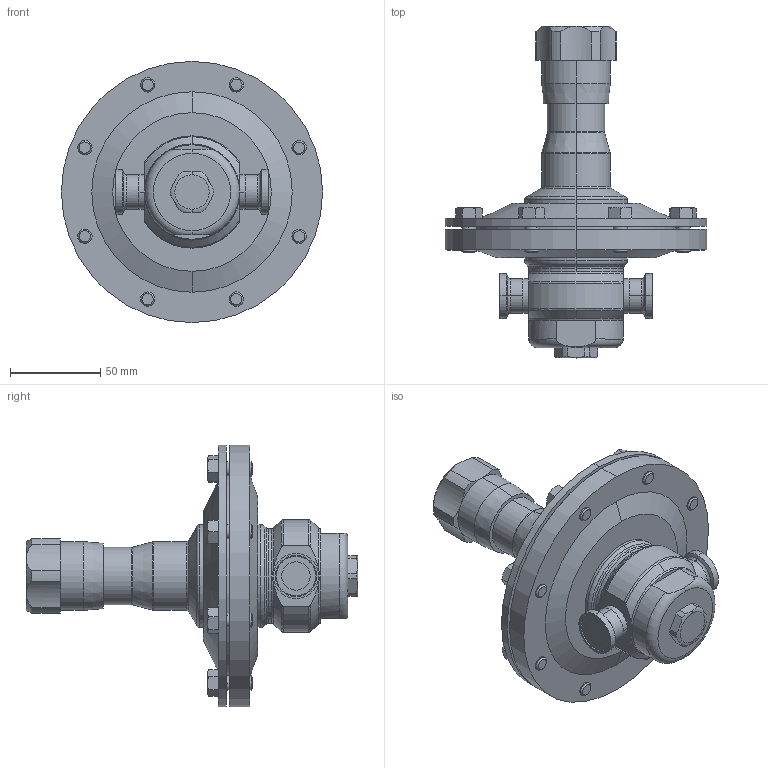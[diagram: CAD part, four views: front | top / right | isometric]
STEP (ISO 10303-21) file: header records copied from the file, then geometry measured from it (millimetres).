
FILE_DESCRIPTION (( 'STEP AP203' ), '1' );
FILE_NAME ('JSRLP-075-CA.STEP', '2017-06-28T17:49:36', ( '' ), ( '' ), 'SwSTEP 2.0', 'SolidWorks 2014', '' );
FILE_SCHEMA (( 'CONFIG_CONTROL_DESIGN' ));
Length unit declared in the file: inch
Products named in the file (2): JSRLP-075-CA
Bounding box: 144.78 x 183.95 x 144.78 mm (x, y, z)
Volume: 597492 mm3; surface area: 104868.2 mm2
Topology: 1 solids, 3 shells, 385 faces, 861 edges, 522 vertices
Faces by surface type: cone 141, plane 116, cylinder 92, torus 36
Entity records: 11556 total; most frequent: CARTESIAN_POINT 2798, DIRECTION 1893, ORIENTED_EDGE 1722, EDGE_CURVE 861, AXIS2_PLACEMENT_3D 803, VERTEX_POINT 522, EDGE_LOOP 439, CIRCLE 416
